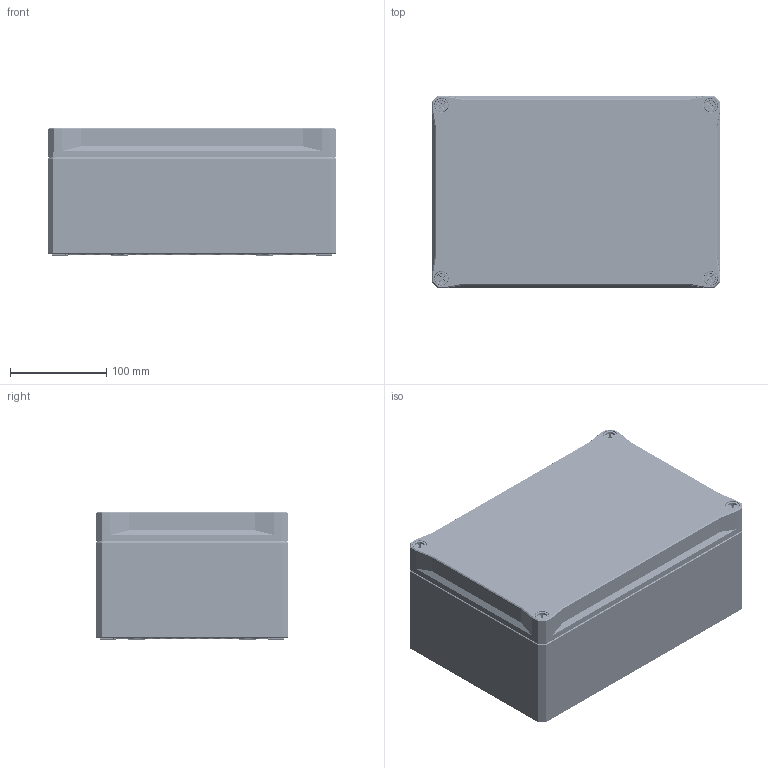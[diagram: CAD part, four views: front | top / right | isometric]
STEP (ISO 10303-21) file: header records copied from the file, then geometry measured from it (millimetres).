
FILE_DESCRIPTION(/* description */ (''),/* implementation_level */ '2;1');
FILE_NAME(/* name */ '0907103230 MBI-L-PC BK 302013 OK.stp',/* time_stamp */ '2024-06-03T08:13:13+02:00',/* author */ ('alexander.rose'),/* organization */ (''),/* preprocessor_version */ 'ST-DEVELOPER v18.1',/* originating_system */ 'Autodesk Inventor 2022',/* authorisation */ '');
FILE_SCHEMA (('AUTOMOTIVE_DESIGN { 1 0 10303 214 3 1 1 }'));
Products named in the file (5): 0907103230 MBI-L-PC BK 302013 OK; 0903103231-OT_302003 Klar; 0905103212-UT BK_302010 - O; Dichtung_3020xx; 0900000004 - Schraube M14 BK
Assembly tree (7 placements, depth 2):
  0907103230 MBI-L-PC BK 302013 OK
    0903103231-OT_302003 Klar
    0905103212-UT BK_302010 - O
    Dichtung_3020xx
    0900000004 - Schraube M14 BK  x4
Bounding box: 300 x 200 x 132 mm (x, y, z)
Volume: 1105518.3 mm3; surface area: 578738.6 mm2
Topology: 7 solids, 7 shells, 3851 faces, 8622 edges, 5012 vertices
Faces by surface type: bspline 888, plane 865, cylinder 768, torus 702, cone 380, sphere 248
Full cylindrical faces by diameter (mm): 4.2 x56, 8 x4, 14 x8
Entity records: 88619 total; most frequent: CARTESIAN_POINT 28154, DIRECTION 13272, ORIENTED_EDGE 12220, EDGE_CURVE 6110, AXIS2_PLACEMENT_3D 5868, VERTEX_POINT 3602, CIRCLE 3498, EDGE_LOOP 3022
